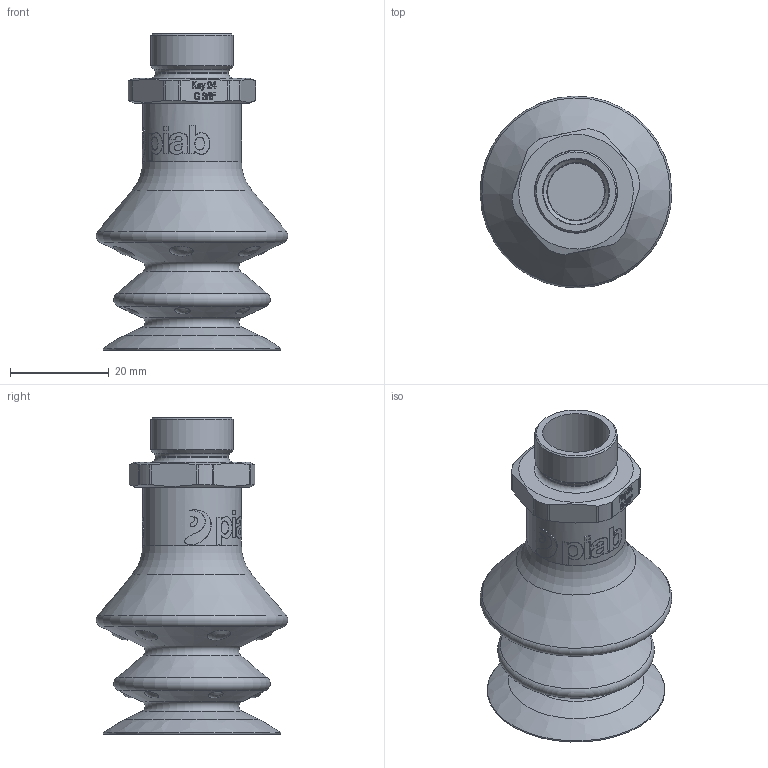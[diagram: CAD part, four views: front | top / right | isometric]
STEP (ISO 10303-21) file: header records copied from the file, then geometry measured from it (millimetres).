
FILE_DESCRIPTION( ( 'Unknown' ), '1' );
FILE_NAME( 'ISM-0900896.stp', 'Unknown', ( 'Unknown' ), ( 'Unknown' ), 'PSStep 17.0.49', 'Unknown', ' ' );
FILE_SCHEMA( ( 'AUTOMOTIVE_DESIGN { 1 0 10303 214 1 1 1 1 }' ) );
Length unit declared in the file: millimetre
Products named in the file (3): Assem1; SE-0408018; SE-0410547
Assembly tree (2 placements, depth 2):
  Assem1
    SE-0408018
    SE-0410547
Bounding box: 38.78 x 38.78 x 64 mm (x, y, z)
Volume: 29908.9 mm3; surface area: 10419.8 mm2
Topology: 2 solids, 2 shells, 372 faces, 974 edges, 640 vertices
Faces by surface type: plane 142, bspline 120, cylinder 46, torus 20, extrusion 17, cone 15, revolution 12
Full cylindrical faces by diameter (mm): 11.5 x1, 12 x1, 13 x3, 13.5 x1, 14.8 x1, 16.662 x1, 20 x1
Entity records: 21803 total; most frequent: CARTESIAN_POINT 11043, ORIENTED_EDGE 1770, DIRECTION 1080, EDGE_CURVE 885, VERTEX_POINT 629, EDGE_LOOP 469, B_SPLINE_CURVE_WITH_KNOTS 432, FACE_OUTER_BOUND 404
